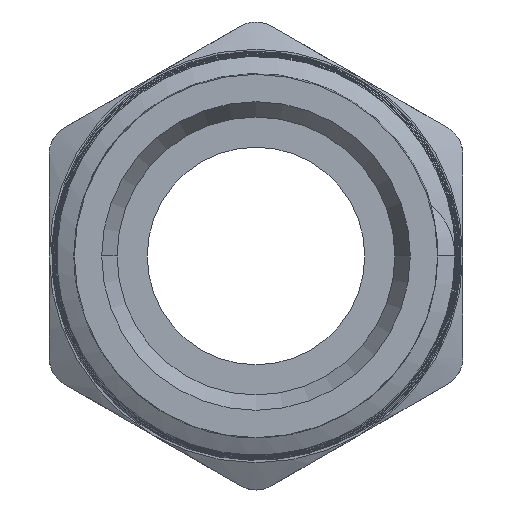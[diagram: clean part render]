
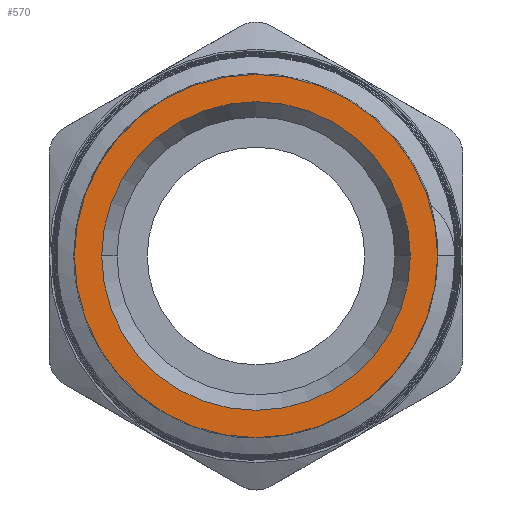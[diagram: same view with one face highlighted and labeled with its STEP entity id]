
A CAD part, front view. The second image highlights one B-rep face of the part: STEP entity #570.
In plain terms, the highlighted planar face has unit normal (0, -1, 0).
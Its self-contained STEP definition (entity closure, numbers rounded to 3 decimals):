
#215 = EDGE_LOOP ( 'NONE', ( #17961, #11279 ) ) ;
#274 = DIRECTION ( 'NONE',  ( -1., 0., 0. ) ) ;
#384 = AXIS2_PLACEMENT_3D ( 'NONE', #11868, #408, #1944 ) ;
#408 = DIRECTION ( 'NONE',  ( 0., 1., 0. ) ) ;
#570 = ADVANCED_FACE ( 'NONE', ( #15101, #10714 ), #16239, .F. ) ;
#1032 = CARTESIAN_POINT ( 'NONE',  ( 11.77, -13.9, 0. ) ) ;
#1820 = DIRECTION ( 'NONE',  ( 0., 1., 0. ) ) ;
#1944 = DIRECTION ( 'NONE',  ( -1., 0., 0. ) ) ;
#4065 = EDGE_CURVE ( 'NONE', #8643, #16851, #15901, .T. ) ;
#4275 = DIRECTION ( 'NONE',  ( -1., 0., 0. ) ) ;
#4469 = DIRECTION ( 'NONE',  ( 0., 1., 0. ) ) ;
#4472 = CARTESIAN_POINT ( 'NONE',  ( -11.77, -13.9, 0. ) ) ;
#4579 = AXIS2_PLACEMENT_3D ( 'NONE', #8071, #17199, #11295 ) ;
#4678 = CARTESIAN_POINT ( 'NONE',  ( 0., -13.9, 0. ) ) ;
#6541 = ORIENTED_EDGE ( 'NONE', *, *, #4065, .T. ) ;
#7648 = DIRECTION ( 'NONE',  ( -1., 0., 0. ) ) ;
#8071 = CARTESIAN_POINT ( 'NONE',  ( 0., -13.9, 0. ) ) ;
#8112 = EDGE_CURVE ( 'NONE', #17590, #9423, #11403, .T. ) ;
#8464 = ORIENTED_EDGE ( 'NONE', *, *, #18411, .T. ) ;
#8643 = VERTEX_POINT ( 'NONE', #15247 ) ;
#8884 = CARTESIAN_POINT ( 'NONE',  ( 0., -13.9, 0. ) ) ;
#9423 = VERTEX_POINT ( 'NONE', #1032 ) ;
#9429 = EDGE_CURVE ( 'NONE', #9423, #17590, #13243, .T. ) ;
#10435 = EDGE_LOOP ( 'NONE', ( #6541, #8464 ) ) ;
#10677 = DIRECTION ( 'NONE',  ( 0., 1., 0. ) ) ;
#10714 = FACE_BOUND ( 'NONE', #10435, .T. ) ;
#11279 = ORIENTED_EDGE ( 'NONE', *, *, #9429, .F. ) ;
#11295 = DIRECTION ( 'NONE',  ( -1., 0., 0. ) ) ;
#11403 = CIRCLE ( 'NONE', #14436, 11.77 ) ;
#11868 = CARTESIAN_POINT ( 'NONE',  ( 11.77, -13.9, 0. ) ) ;
#13243 = CIRCLE ( 'NONE', #13859, 11.77 ) ;
#13859 = AXIS2_PLACEMENT_3D ( 'NONE', #17327, #4469, #4275 ) ;
#14436 = AXIS2_PLACEMENT_3D ( 'NONE', #4678, #10677, #274 ) ;
#15101 = FACE_OUTER_BOUND ( 'NONE', #215, .T. ) ;
#15247 = CARTESIAN_POINT ( 'NONE',  ( 10., -13.9, 0. ) ) ;
#15305 = AXIS2_PLACEMENT_3D ( 'NONE', #8884, #1820, #7648 ) ;
#15901 = CIRCLE ( 'NONE', #15305, 10. ) ;
#16170 = CIRCLE ( 'NONE', #4579, 10. ) ;
#16239 = PLANE ( 'NONE',  #384 ) ;
#16851 = VERTEX_POINT ( 'NONE', #17051 ) ;
#17051 = CARTESIAN_POINT ( 'NONE',  ( -10., -13.9, 0. ) ) ;
#17199 = DIRECTION ( 'NONE',  ( 0., 1., 0. ) ) ;
#17327 = CARTESIAN_POINT ( 'NONE',  ( 0., -13.9, 0. ) ) ;
#17590 = VERTEX_POINT ( 'NONE', #4472 ) ;
#17961 = ORIENTED_EDGE ( 'NONE', *, *, #8112, .F. ) ;
#18411 = EDGE_CURVE ( 'NONE', #16851, #8643, #16170, .T. ) ;
